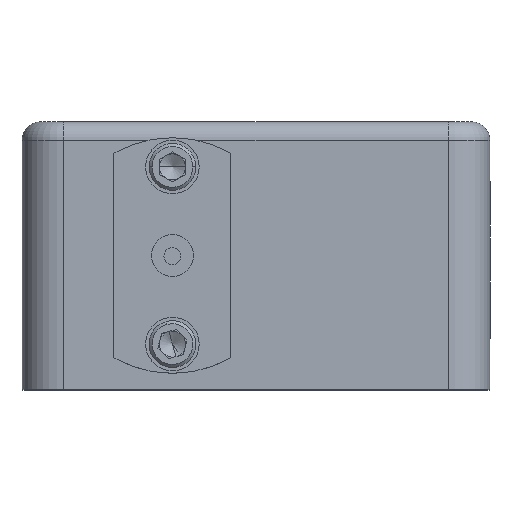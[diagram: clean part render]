
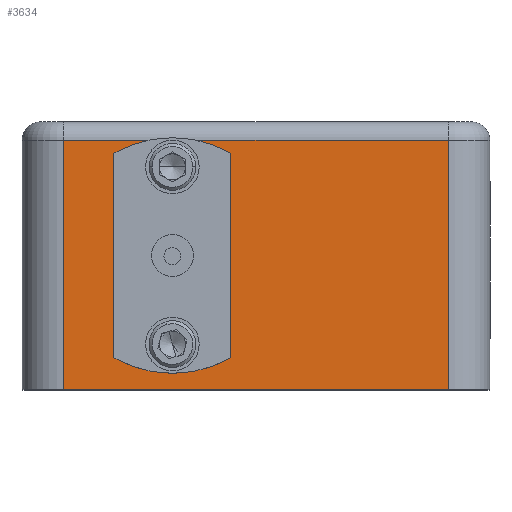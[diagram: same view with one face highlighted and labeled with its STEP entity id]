
A CAD part, top view. The second image highlights one B-rep face of the part: STEP entity #3634.
In plain terms, the highlighted planar face has unit normal (0, 0, 1).
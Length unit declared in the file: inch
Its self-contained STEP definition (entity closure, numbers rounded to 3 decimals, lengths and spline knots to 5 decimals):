
#3357 = EDGE_CURVE ( 'NONE', #86525, #86526, #63987, .T. ) ;
#3369 = EDGE_CURVE ( 'NONE', #86521, #86522, #64008, .T. ) ;
#3634 = ADVANCED_FACE ( 'NONE', ( #51933, #51926, #51930, #51932 ), #51740, .F. ) ;
#3667 = EDGE_CURVE ( 'NONE', #86518, #86519, #52066, .T. ) ;
#10050 = AXIS2_PLACEMENT_3D ( 'NONE', #49253, #49254, #49256 ) ;
#10051 = AXIS2_PLACEMENT_3D ( 'NONE', #49259, #49260, #49261 ) ;
#10052 = AXIS2_PLACEMENT_3D ( 'NONE', #49264, #49265, #49267 ) ;
#17571 = VERTEX_POINT ( 'NONE', #65356 ) ;
#17574 = VERTEX_POINT ( 'NONE', #65357 ) ;
#17576 = VERTEX_POINT ( 'NONE', #65358 ) ;
#18259 = VERTEX_POINT ( 'NONE', #66842 ) ;
#46154 = LINE ( 'NONE', #47795, #46157 ) ;
#46157 = VECTOR ( 'NONE', #47791, 39.37008 ) ;
#46392 = LINE ( 'NONE', #49109, #46395 ) ;
#46394 = LINE ( 'NONE', #49111, #46397 ) ;
#46395 = VECTOR ( 'NONE', #49110, 39.37008 ) ;
#46397 = VECTOR ( 'NONE', #49113, 39.37008 ) ;
#46463 = CIRCLE ( 'NONE', #10050, 0.035 ) ;
#46465 = CIRCLE ( 'NONE', #10051, 0.035 ) ;
#46466 = CIRCLE ( 'NONE', #10052, 0.16 ) ;
#46467 = LINE ( 'NONE', #49257, #46469 ) ;
#46469 = VECTOR ( 'NONE', #49258, 39.37008 ) ;
#47213 = CARTESIAN_POINT ( 'NONE',  ( -0.41, 0.4, 0. ) ) ;
#47214 = CARTESIAN_POINT ( 'NONE',  ( -0.09, 0.4, 0. ) ) ;
#47216 = CARTESIAN_POINT ( 'NONE',  ( -0.285, 0.665, 0. ) ) ;
#47217 = CARTESIAN_POINT ( 'NONE',  ( -0.215, 0.665, 0. ) ) ;
#47220 = CARTESIAN_POINT ( 'NONE',  ( -0.285, 0.135, 0. ) ) ;
#47221 = CARTESIAN_POINT ( 'NONE',  ( -0.215, 0.135, 0. ) ) ;
#47791 = DIRECTION ( 'NONE',  ( 1., 0., 0. ) ) ;
#47795 = CARTESIAN_POINT ( 'NONE',  ( -0.7, 0., 0. ) ) ;
#49109 = CARTESIAN_POINT ( 'NONE',  ( -0.575, 0.745, 0. ) ) ;
#49110 = DIRECTION ( 'NONE',  ( -1., 0., 0. ) ) ;
#49111 = CARTESIAN_POINT ( 'NONE',  ( -0.575, 0.8, 0. ) ) ;
#49113 = DIRECTION ( 'NONE',  ( 0., -1., 0. ) ) ;
#49253 = CARTESIAN_POINT ( 'NONE',  ( -0.25, 0.135, 0. ) ) ;
#49254 = DIRECTION ( 'NONE',  ( 0., 0., 1. ) ) ;
#49256 = DIRECTION ( 'NONE',  ( 1., 0., 0. ) ) ;
#49257 = CARTESIAN_POINT ( 'NONE',  ( 0.575, 0.8, 0. ) ) ;
#49258 = DIRECTION ( 'NONE',  ( 0., 1., 0. ) ) ;
#49259 = CARTESIAN_POINT ( 'NONE',  ( -0.25, 0.665, 0. ) ) ;
#49260 = DIRECTION ( 'NONE',  ( 0., 0., 1. ) ) ;
#49261 = DIRECTION ( 'NONE',  ( 1., 0., 0. ) ) ;
#49264 = CARTESIAN_POINT ( 'NONE',  ( -0.25, 0.4, 0. ) ) ;
#49265 = DIRECTION ( 'NONE',  ( 0., 0., 1. ) ) ;
#49267 = DIRECTION ( 'NONE',  ( 1., 0., 0. ) ) ;
#51740 = PLANE ( 'NONE',  #73147 ) ;
#51742 = CARTESIAN_POINT ( 'NONE',  ( -0.7, 0.8, 0. ) ) ;
#51745 = DIRECTION ( 'NONE',  ( 0., 0., -1. ) ) ;
#51746 = DIRECTION ( 'NONE',  ( -1., 0., 0. ) ) ;
#51926 = FACE_BOUND ( 'NONE', #59438, .T. ) ;
#51930 = FACE_BOUND ( 'NONE', #59439, .T. ) ;
#51932 = FACE_OUTER_BOUND ( 'NONE', #59592, .T. ) ;
#51933 = FACE_BOUND ( 'NONE', #59368, .T. ) ;
#52066 = CIRCLE ( 'NONE', #73185, 0.16 ) ;
#59368 = EDGE_LOOP ( 'NONE', ( #84881, #84885 ) ) ;
#59438 = EDGE_LOOP ( 'NONE', ( #84884, #84889 ) ) ;
#59439 = EDGE_LOOP ( 'NONE', ( #84888, #84893 ) ) ;
#59592 = EDGE_LOOP ( 'NONE', ( #84891, #84871, #84869, #84874 ) ) ;
#63987 = CIRCLE ( 'NONE', #72352, 0.035 ) ;
#64008 = CIRCLE ( 'NONE', #72360, 0.035 ) ;
#65356 = CARTESIAN_POINT ( 'NONE',  ( 0.575, 0.745, 0. ) ) ;
#65357 = CARTESIAN_POINT ( 'NONE',  ( 0.575, 0., 0. ) ) ;
#65358 = CARTESIAN_POINT ( 'NONE',  ( -0.575, 0., 0. ) ) ;
#66842 = CARTESIAN_POINT ( 'NONE',  ( -0.575, 0.745, 0. ) ) ;
#68693 = CARTESIAN_POINT ( 'NONE',  ( -0.25, 0.135, 0. ) ) ;
#68694 = DIRECTION ( 'NONE',  ( 0., 0., 1. ) ) ;
#68696 = DIRECTION ( 'NONE',  ( 1., 0., 0. ) ) ;
#68761 = CARTESIAN_POINT ( 'NONE',  ( -0.25, 0.665, 0. ) ) ;
#68763 = DIRECTION ( 'NONE',  ( 0., 0., 1. ) ) ;
#68764 = DIRECTION ( 'NONE',  ( 1., 0., 0. ) ) ;
#72352 = AXIS2_PLACEMENT_3D ( 'NONE', #68693, #68694, #68696 ) ;
#72360 = AXIS2_PLACEMENT_3D ( 'NONE', #68761, #68763, #68764 ) ;
#73147 = AXIS2_PLACEMENT_3D ( 'NONE', #51742, #51745, #51746 ) ;
#73185 = AXIS2_PLACEMENT_3D ( 'NONE', #81465, #81466, #81467 ) ;
#81465 = CARTESIAN_POINT ( 'NONE',  ( -0.25, 0.4, 0. ) ) ;
#81466 = DIRECTION ( 'NONE',  ( 0., 0., 1. ) ) ;
#81467 = DIRECTION ( 'NONE',  ( 1., 0., 0. ) ) ;
#84869 = ORIENTED_EDGE ( 'NONE', *, *, #86890, .T. ) ;
#84871 = ORIENTED_EDGE ( 'NONE', *, *, #86889, .T. ) ;
#84874 = ORIENTED_EDGE ( 'NONE', *, *, #86697, .T. ) ;
#84881 = ORIENTED_EDGE ( 'NONE', *, *, #86933, .F. ) ;
#84884 = ORIENTED_EDGE ( 'NONE', *, *, #86934, .F. ) ;
#84885 = ORIENTED_EDGE ( 'NONE', *, *, #3357, .F. ) ;
#84888 = ORIENTED_EDGE ( 'NONE', *, *, #86935, .F. ) ;
#84889 = ORIENTED_EDGE ( 'NONE', *, *, #3369, .F. ) ;
#84891 = ORIENTED_EDGE ( 'NONE', *, *, #86936, .T. ) ;
#84893 = ORIENTED_EDGE ( 'NONE', *, *, #3667, .F. ) ;
#86518 = VERTEX_POINT ( 'NONE', #47213 ) ;
#86519 = VERTEX_POINT ( 'NONE', #47214 ) ;
#86521 = VERTEX_POINT ( 'NONE', #47216 ) ;
#86522 = VERTEX_POINT ( 'NONE', #47217 ) ;
#86525 = VERTEX_POINT ( 'NONE', #47220 ) ;
#86526 = VERTEX_POINT ( 'NONE', #47221 ) ;
#86697 = EDGE_CURVE ( 'NONE', #17576, #17574, #46154, .T. ) ;
#86889 = EDGE_CURVE ( 'NONE', #17571, #18259, #46392, .T. ) ;
#86890 = EDGE_CURVE ( 'NONE', #18259, #17576, #46394, .T. ) ;
#86933 = EDGE_CURVE ( 'NONE', #86526, #86525, #46463, .T. ) ;
#86934 = EDGE_CURVE ( 'NONE', #86522, #86521, #46465, .T. ) ;
#86935 = EDGE_CURVE ( 'NONE', #86519, #86518, #46466, .T. ) ;
#86936 = EDGE_CURVE ( 'NONE', #17574, #17571, #46467, .T. ) ;
